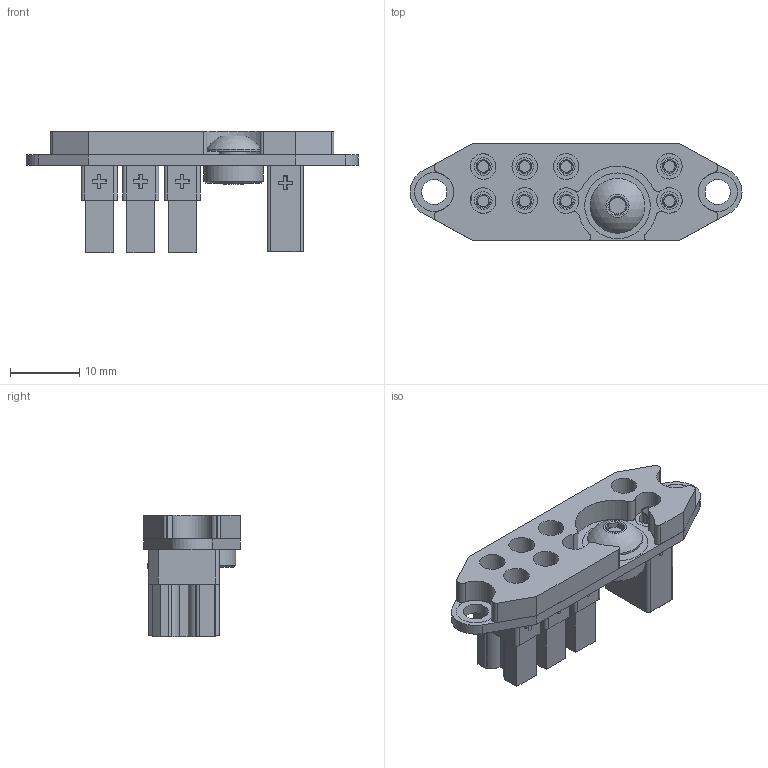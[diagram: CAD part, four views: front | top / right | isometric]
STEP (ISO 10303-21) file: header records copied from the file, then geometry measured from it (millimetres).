
FILE_DESCRIPTION(/* description */ (''),/* implementation_level */ '2;1');
FILE_NAME(/* name */ '53d84877-40aa-41dd-b501-999b3f74c92b.stp',/* time_stamp */ '2022-12-14T01:41:01Z',/* author */ (''),/* organization */ (''),/* preprocessor_version */ 'ST-DEVELOPER v19.2',/* originating_system */ 'Autodesk Translation Framework v11.17.0.187',/* authorisation */ '');
FILE_SCHEMA (('AUTOMOTIVE_DESIGN { 1 0 10303 214 3 1 1 }'));
Length unit declared in the file: millimetre
Products named in the file (5): Switch PD Board V1.3 Bottom Connectors; XT30_Male; 8-32 PEM Nut Insert; XT30_Female; 8-32 3-16 NO THREADS_ Button Head Hex Drive Screw
Assembly tree (6 placements, depth 2):
  Switch PD Board V1.3 Bottom Connectors
    XT30_Female  x3
    XT30_Male
    8-32 PEM Nut Insert
    8-32 3-16 NO THREADS_ Button Head Hex Drive Screw
Bounding box: 48 x 14 x 17.55 mm (x, y, z)
Volume: 3361.4 mm3; surface area: 6391.4 mm2
Topology: 8 solids, 8 shells, 734 faces, 1817 edges, 1085 vertices
Faces by surface type: cylinder 345, plane 291, sphere 53, bspline 20, cone 15, torus 10
Full cylindrical faces by diameter (mm): 1.65 x8, 2 x16, 2.55 x8, 3.416 x1, 3.66 x2, 3.7 x18, 4.166 x1, 5.65 x4, 6.35 x1, 6.37 x1, 7.925 x1, 8.636 x1, 9.5 x2
Entity records: 14668 total; most frequent: CARTESIAN_POINT 3681, DIRECTION 2395, ORIENTED_EDGE 2126, EDGE_CURVE 1063, AXIS2_PLACEMENT_3D 914, VERTEX_POINT 657, LINE 567, VECTOR 567
